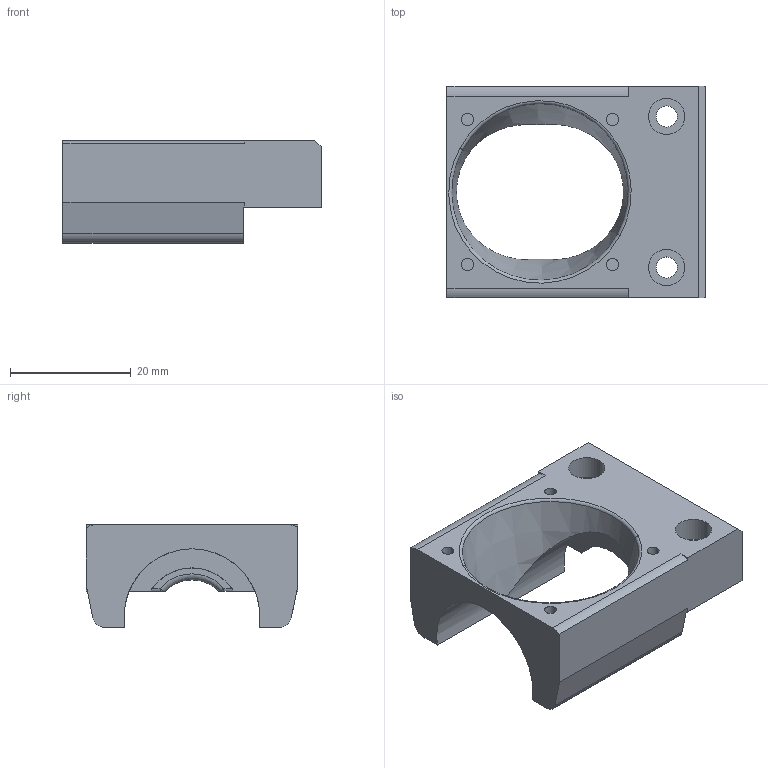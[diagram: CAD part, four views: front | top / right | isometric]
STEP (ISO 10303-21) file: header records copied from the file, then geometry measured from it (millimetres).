
FILE_DESCRIPTION(('CATIA V5 STEP Exchange'),'2;1');
FILE_NAME('HYPERCUBE-EVO-0007_NGEN.stp','2018-08-25T14:17:05+00:00',('none'),('none'),'CATIA Version 5 Release 21 GA (IN-10)','CATIA V5 STEP AP203','none');
FILE_SCHEMA(('CONFIG_CONTROL_DESIGN'));
Length unit declared in the file: millimetre
Products named in the file (1): HYPERCUBE-EVO-0007_NGEN
Bounding box: 42.7 x 35 x 17 mm (x, y, z)
Volume: 10592.2 mm3; surface area: 5521.1 mm2
Topology: 1 solids, 1 shells, 65 faces, 165 edges, 108 vertices
Faces by surface type: cylinder 28, plane 27, sphere 4, torus 4, cone 2
Entity records: 1964 total; most frequent: CARTESIAN_POINT 448, ORIENTED_EDGE 330, DIRECTION 240, EDGE_CURVE 165, AXIS2_PLACEMENT_3D 111, VERTEX_POINT 108, VECTOR 85, LINE 85
